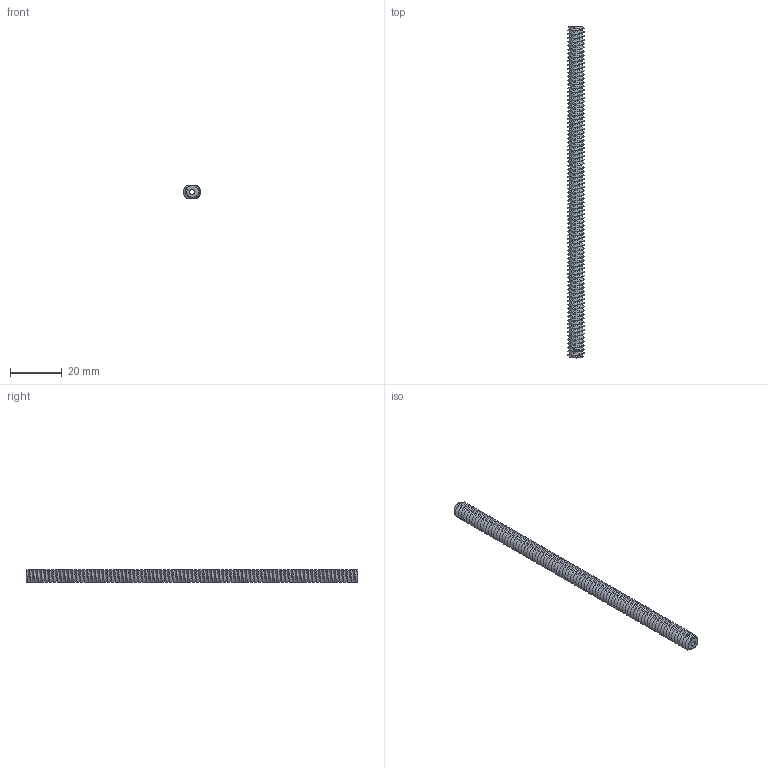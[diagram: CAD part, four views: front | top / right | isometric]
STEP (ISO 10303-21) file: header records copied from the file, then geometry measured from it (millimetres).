
FILE_DESCRIPTION(('FreeCAD Model'),'2;1');
FILE_NAME('Open CASCADE Shape Model','2023-11-29T16:54:08',(''),(''), 'Open CASCADE STEP processor 7.6','FreeCAD','Unknown');
FILE_SCHEMA(('AUTOMOTIVE_DESIGN { 1 0 10303 214 1 1 1 1 }'));
Products named in the file (1): Threaded Rod FL-RH BU09.50 - SPN-THR-0038 (stemfie.org)
Bounding box: 6.6 x 128.75 x 5 mm (x, y, z)
Volume: 2346.5 mm3; surface area: 4642.5 mm2
Topology: 1 solids, 1 shells, 862 faces, 2385 edges, 1558 vertices
Faces by surface type: plane 485, bspline 190, extrusion 180, cone 6, cylinder 1
Full cylindrical faces by diameter (mm): 2 x1
Entity records: 119003 total; most frequent: CARTESIAN_POINT 77159, DIRECTION 5419, ORIENTED_EDGE 4770, PCURVE 4770, DEFINITIONAL_REPRESENTATION 4770, VECTOR 4395, LINE 4215, B_SPLINE_CURVE_WITH_KNOTS 3092
